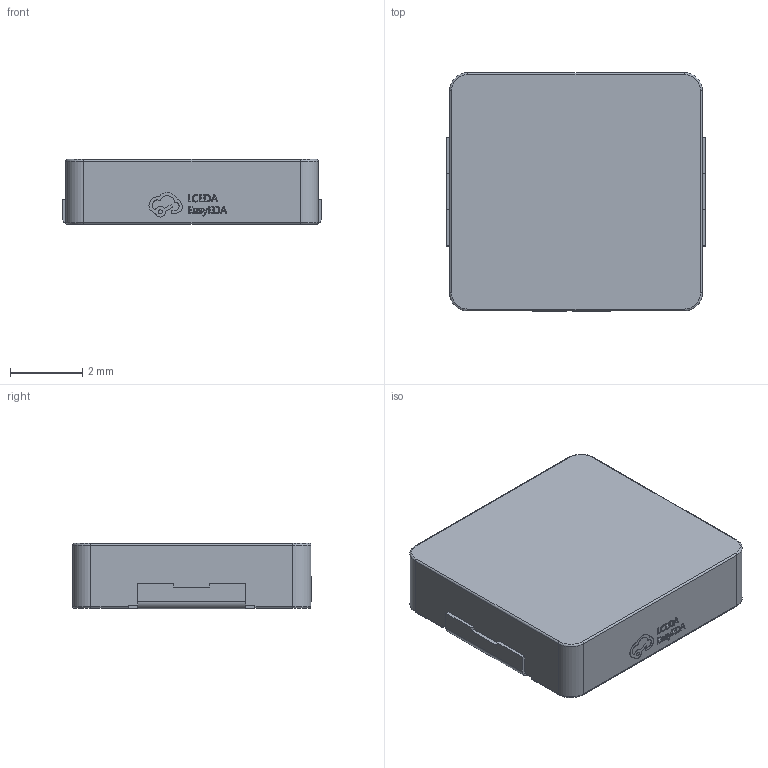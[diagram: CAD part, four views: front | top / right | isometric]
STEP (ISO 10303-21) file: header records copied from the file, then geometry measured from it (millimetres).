
FILE_DESCRIPTION (( 'STEP AP214' ), '1' );
FILE_NAME ('IND-SMD_L7.0-W6.6_FAUL06XX.STEP', '2023-09-07T11:09:51', ( '' ), ( '' ), 'SwSTEP 2.0', 'SolidWorks 2020', '' );
FILE_SCHEMA (( 'AUTOMOTIVE_DESIGN' ));
Length unit declared in the file: millimetre
Products named in the file (1): IND-SMD_L7.0-W6.6_FAUL06XX
Bounding box: 7.2 x 6.61 x 1.81 mm (x, y, z)
Volume: 82.8 mm3; surface area: 167.8 mm2
Topology: 3 solids, 3 shells, 288 faces, 773 edges, 510 vertices
Faces by surface type: plane 164, bspline 98, cylinder 18, torus 8
Entity records: 12665 total; most frequent: CARTESIAN_POINT 2878, ORIENTED_EDGE 1546, DIRECTION 999, EDGE_CURVE 773, VECTOR 529, LINE 529, VERTEX_POINT 510, EDGE_LOOP 307
